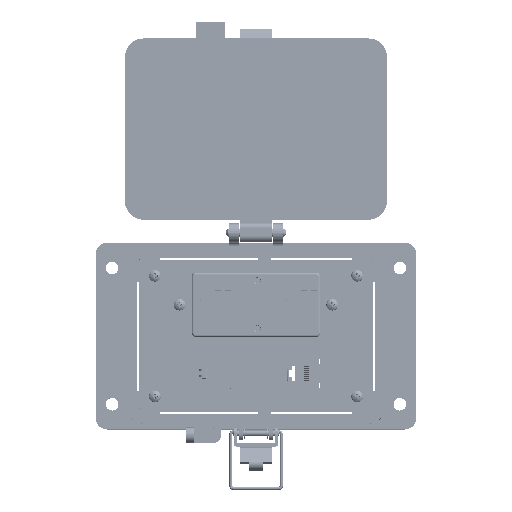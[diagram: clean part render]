
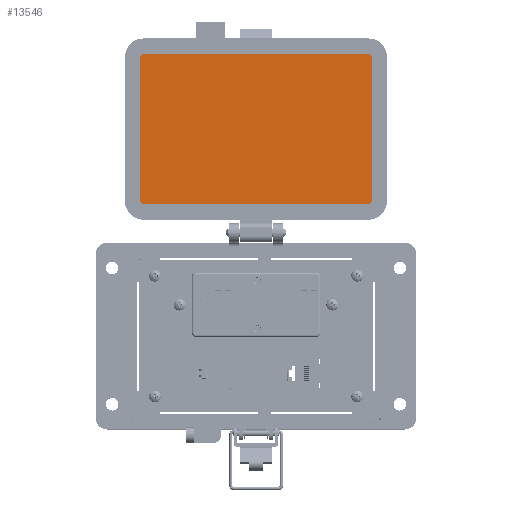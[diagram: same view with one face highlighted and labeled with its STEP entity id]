
A CAD part, top view. The second image highlights one B-rep face of the part: STEP entity #13546.
In plain terms, the highlighted planar face has unit normal (0, 0, 1).
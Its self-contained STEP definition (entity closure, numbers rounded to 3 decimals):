
#1048 = ORIENTED_EDGE ( 'NONE', *, *, #105306, .F. ) ;
#1220 = EDGE_LOOP ( 'NONE', ( #84132, #78073, #82428, #9104, #42001, #35972, #107923, #1048 ) ) ;
#2220 = AXIS2_PLACEMENT_3D ( 'NONE', #67242, #39652, #31846 ) ;
#9104 = ORIENTED_EDGE ( 'NONE', *, *, #34181, .F. ) ;
#11945 = LINE ( 'NONE', #86342, #71972 ) ;
#13546 = ADVANCED_FACE ( 'NONE', ( #22838 ), #31250, .T. ) ;
#14585 = CARTESIAN_POINT ( 'NONE',  ( 57.717, 69.55, 8.694 ) ) ;
#15750 = EDGE_CURVE ( 'NONE', #110074, #24559, #79172, .T. ) ;
#16629 = CIRCLE ( 'NONE', #104743, 1.785 ) ;
#18354 = CARTESIAN_POINT ( 'NONE',  ( -57.72, 143.334, 8.694 ) ) ;
#20655 = VERTEX_POINT ( 'NONE', #105052 ) ;
#21338 = VECTOR ( 'NONE', #64858, 1000. ) ;
#21786 = VECTOR ( 'NONE', #87941, 1000. ) ;
#22377 = AXIS2_PLACEMENT_3D ( 'NONE', #14585, #51186, #69757 ) ;
#22838 = FACE_OUTER_BOUND ( 'NONE', #1220, .T. ) ;
#24359 = LINE ( 'NONE', #89701, #21786 ) ;
#24559 = VERTEX_POINT ( 'NONE', #51133 ) ;
#25643 = VECTOR ( 'NONE', #28935, 1000. ) ;
#27952 = DIRECTION ( 'NONE',  ( 0., -1., 0. ) ) ;
#28935 = DIRECTION ( 'NONE',  ( 0., -1., 0. ) ) ;
#31000 = VERTEX_POINT ( 'NONE', #101023 ) ;
#31250 = PLANE ( 'NONE',  #2220 ) ;
#31846 = DIRECTION ( 'NONE',  ( 0., -1., 0. ) ) ;
#34181 = EDGE_CURVE ( 'NONE', #31000, #110074, #24359, .T. ) ;
#35972 = ORIENTED_EDGE ( 'NONE', *, *, #76137, .F. ) ;
#39013 = CARTESIAN_POINT ( 'NONE',  ( -57.72, 145.119, 8.694 ) ) ;
#39652 = DIRECTION ( 'NONE',  ( 0., 0., 1. ) ) ;
#40100 = AXIS2_PLACEMENT_3D ( 'NONE', #113916, #76181, #50346 ) ;
#42001 = ORIENTED_EDGE ( 'NONE', *, *, #108726, .F. ) ;
#48532 = AXIS2_PLACEMENT_3D ( 'NONE', #77284, #58117, #85117 ) ;
#50346 = DIRECTION ( 'NONE',  ( 0., -1., 0. ) ) ;
#51133 = CARTESIAN_POINT ( 'NONE',  ( -59.505, 69.55, 8.694 ) ) ;
#51186 = DIRECTION ( 'NONE',  ( 0., 0., -1. ) ) ;
#52632 = CARTESIAN_POINT ( 'NONE',  ( -59.505, 143.334, 8.694 ) ) ;
#54747 = LINE ( 'NONE', #117739, #25643 ) ;
#58117 = DIRECTION ( 'NONE',  ( 0., 0., -1. ) ) ;
#61169 = CIRCLE ( 'NONE', #40100, 1.785 ) ;
#64858 = DIRECTION ( 'NONE',  ( 0., 1., 0. ) ) ;
#67242 = CARTESIAN_POINT ( 'NONE',  ( -30.745, 145.119, 8.694 ) ) ;
#69379 = EDGE_CURVE ( 'NONE', #20655, #73287, #61169, .T. ) ;
#69757 = DIRECTION ( 'NONE',  ( 0., -1., 0. ) ) ;
#71972 = VECTOR ( 'NONE', #83989, 1000. ) ;
#73287 = VERTEX_POINT ( 'NONE', #99934 ) ;
#76137 = EDGE_CURVE ( 'NONE', #73287, #93165, #54747, .T. ) ;
#76181 = DIRECTION ( 'NONE',  ( 0., 0., -1. ) ) ;
#77284 = CARTESIAN_POINT ( 'NONE',  ( -57.72, 69.55, 8.694 ) ) ;
#78073 = ORIENTED_EDGE ( 'NONE', *, *, #90684, .F. ) ;
#79172 = CIRCLE ( 'NONE', #48532, 1.785 ) ;
#82428 = ORIENTED_EDGE ( 'NONE', *, *, #15750, .F. ) ;
#82574 = EDGE_CURVE ( 'NONE', #86244, #113205, #16629, .T. ) ;
#83989 = DIRECTION ( 'NONE',  ( 1., 0., 0. ) ) ;
#84132 = ORIENTED_EDGE ( 'NONE', *, *, #82574, .F. ) ;
#85117 = DIRECTION ( 'NONE',  ( 0., -1., 0. ) ) ;
#86244 = VERTEX_POINT ( 'NONE', #52632 ) ;
#86342 = CARTESIAN_POINT ( 'NONE',  ( 57.717, 145.119, 8.694 ) ) ;
#87941 = DIRECTION ( 'NONE',  ( -1., 0., 0. ) ) ;
#89701 = CARTESIAN_POINT ( 'NONE',  ( -57.72, 67.765, 8.694 ) ) ;
#90684 = EDGE_CURVE ( 'NONE', #24559, #86244, #102630, .T. ) ;
#91840 = CARTESIAN_POINT ( 'NONE',  ( -59.505, 143.334, 8.694 ) ) ;
#93165 = VERTEX_POINT ( 'NONE', #103247 ) ;
#99934 = CARTESIAN_POINT ( 'NONE',  ( 59.502, 143.334, 8.694 ) ) ;
#101023 = CARTESIAN_POINT ( 'NONE',  ( 57.717, 67.765, 8.694 ) ) ;
#101138 = DIRECTION ( 'NONE',  ( 0., 0., -1. ) ) ;
#102630 = LINE ( 'NONE', #91840, #21338 ) ;
#103247 = CARTESIAN_POINT ( 'NONE',  ( 59.502, 69.55, 8.694 ) ) ;
#104743 = AXIS2_PLACEMENT_3D ( 'NONE', #18354, #101138, #27952 ) ;
#105052 = CARTESIAN_POINT ( 'NONE',  ( 57.717, 145.119, 8.694 ) ) ;
#105306 = EDGE_CURVE ( 'NONE', #113205, #20655, #11945, .T. ) ;
#105641 = CARTESIAN_POINT ( 'NONE',  ( -57.72, 67.765, 8.694 ) ) ;
#107923 = ORIENTED_EDGE ( 'NONE', *, *, #69379, .F. ) ;
#108726 = EDGE_CURVE ( 'NONE', #93165, #31000, #118121, .T. ) ;
#110074 = VERTEX_POINT ( 'NONE', #105641 ) ;
#113205 = VERTEX_POINT ( 'NONE', #39013 ) ;
#113916 = CARTESIAN_POINT ( 'NONE',  ( 57.717, 143.334, 8.694 ) ) ;
#117739 = CARTESIAN_POINT ( 'NONE',  ( 59.502, 69.55, 8.694 ) ) ;
#118121 = CIRCLE ( 'NONE', #22377, 1.785 ) ;
